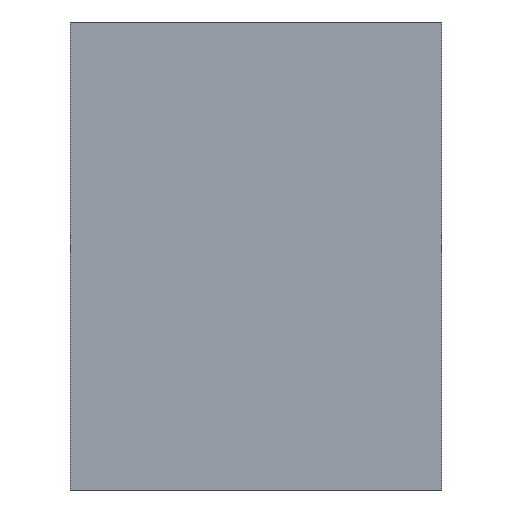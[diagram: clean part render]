
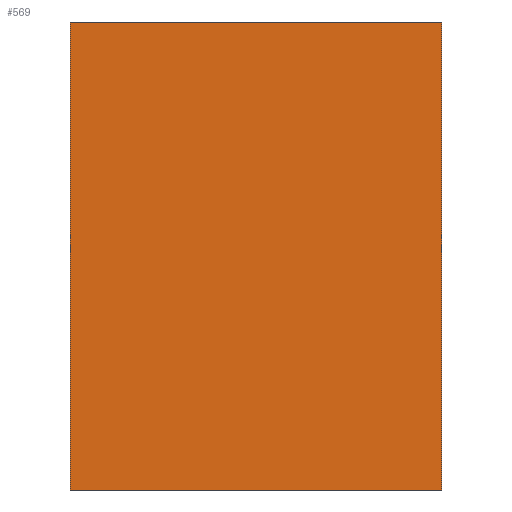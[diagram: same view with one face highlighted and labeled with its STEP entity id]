
A CAD part, left-side view. The second image highlights one B-rep face of the part: STEP entity #569.
In plain terms, the highlighted planar face has unit normal (-1, 0, 0).
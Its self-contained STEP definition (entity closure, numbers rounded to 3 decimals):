
#29=FACE_OUTER_BOUND('',#61,.T.);
#61=EDGE_LOOP('',(#397,#398,#399,#400));
#104=LINE('',#816,#176);
#109=LINE('',#826,#181);
#112=LINE('',#832,#184);
#113=LINE('',#833,#185);
#176=VECTOR('',#671,0.29);
#181=VECTOR('',#680,0.23);
#184=VECTOR('',#685,0.23);
#185=VECTOR('',#686,0.29);
#241=VERTEX_POINT('',#813);
#242=VERTEX_POINT('',#815);
#245=VERTEX_POINT('',#825);
#247=VERTEX_POINT('',#831);
#296=EDGE_CURVE('',#242,#241,#104,.T.);
#301=EDGE_CURVE('',#242,#245,#109,.T.);
#304=EDGE_CURVE('',#247,#241,#112,.T.);
#305=EDGE_CURVE('',#245,#247,#113,.T.);
#397=ORIENTED_EDGE('',*,*,#304,.F.);
#398=ORIENTED_EDGE('',*,*,#305,.F.);
#399=ORIENTED_EDGE('',*,*,#301,.F.);
#400=ORIENTED_EDGE('',*,*,#296,.T.);
#501=PLANE('',#606);
#569=ADVANCED_FACE('',(#29),#501,.T.);
#606=AXIS2_PLACEMENT_3D('',#830,#683,#684);
#671=DIRECTION('',(0.,0.,1.));
#680=DIRECTION('',(0.,1.,0.));
#683=DIRECTION('center_axis',(-1.,0.,0.));
#684=DIRECTION('ref_axis',(0.,-1.,0.));
#685=DIRECTION('',(0.,-1.,0.));
#686=DIRECTION('',(0.,0.,1.));
#813=CARTESIAN_POINT('',(-0.014,-0.014,0.276));
#815=CARTESIAN_POINT('',(-0.014,-0.014,-0.014));
#816=CARTESIAN_POINT('',(-0.014,-0.014,0.262));
#825=CARTESIAN_POINT('',(-0.014,0.216,-0.014));
#826=CARTESIAN_POINT('',(-0.014,0.,-0.014));
#830=CARTESIAN_POINT('Origin',(-0.014,0.216,0.262));
#831=CARTESIAN_POINT('',(-0.014,0.216,0.276));
#832=CARTESIAN_POINT('',(-0.014,0.216,0.276));
#833=CARTESIAN_POINT('',(-0.014,0.216,0.262));
